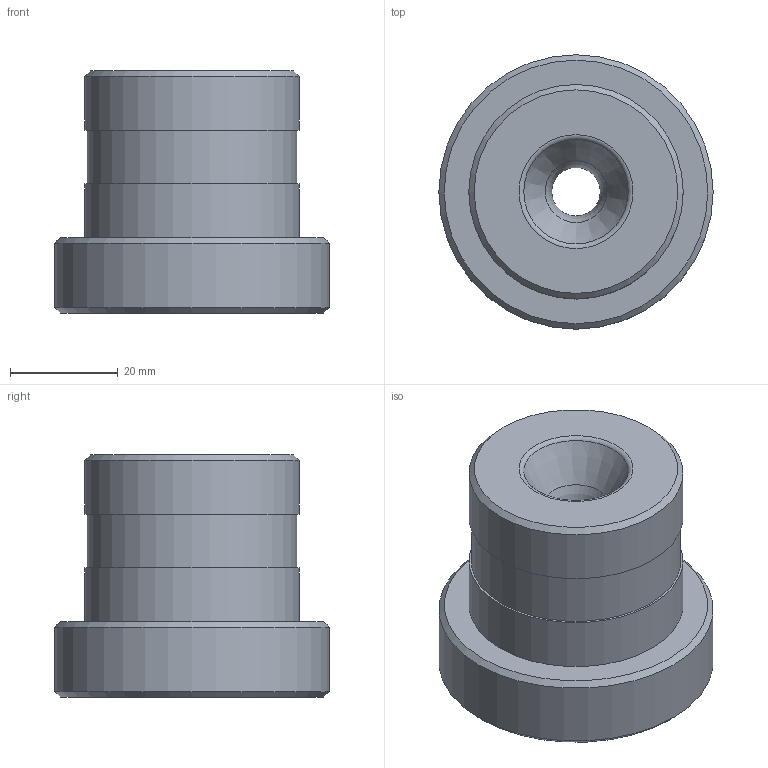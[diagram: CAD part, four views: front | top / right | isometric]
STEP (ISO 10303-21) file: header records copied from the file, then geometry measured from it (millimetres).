
FILE_DESCRIPTION(/* description */ ('Alibre Inc.'),/* implementation_level */ '2;1');
FILE_NAME(/* name */ 'export-26278E8E-9A7C-450E-8396-632DC73E4537',/* time_stamp */ '2020-02-11T10:51:34+01:00',/* author */ (''),/* organization */ (''),/* preprocessor_version */ 'ST-DEVELOPER v17',/* originating_system */ 'Alibre',/* authorisation */ '');
FILE_SCHEMA (('CONFIG_CONTROL_DESIGN'));
Length unit declared in the file: centimetre
Products named in the file (1): ID_1
Bounding box: 51 x 51 x 45 mm (x, y, z)
Volume: 51467.7 mm3; surface area: 11297.5 mm2
Topology: 1 solids, 1 shells, 20 faces, 35 edges, 20 vertices
Faces by surface type: cone 6, cylinder 5, plane 5, torus 4
Full cylindrical faces by diameter (mm): 9 x1, 39 x1, 39.85 x2, 51 x1
Entity records: 484 total; most frequent: DIRECTION 71, CARTESIAN_POINT 60, ORIENTED_EDGE 40, EDGE_LOOP 40, FACE_BOUND 40, AXIS2_PLACEMENT_3D 40, VERTEX_POINT 20, CIRCLE 20
